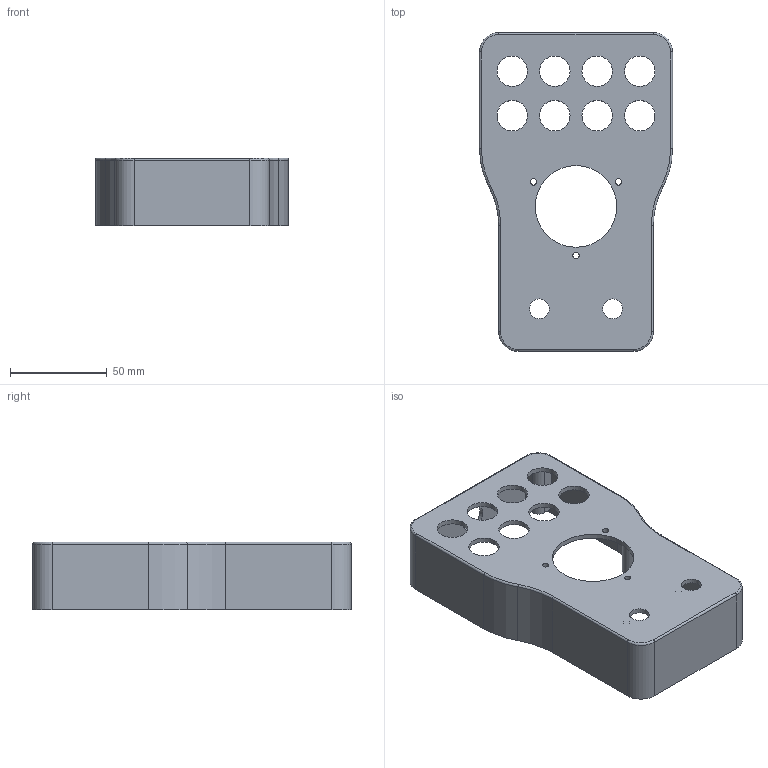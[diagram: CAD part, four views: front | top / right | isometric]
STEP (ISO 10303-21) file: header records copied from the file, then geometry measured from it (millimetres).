
FILE_DESCRIPTION(('FreeCAD Model'),'2;1');
FILE_NAME('Open CASCADE Shape Model','2024-03-20T18:39:51',(''),(''), 'Open CASCADE STEP processor 7.6','FreeCAD','Unknown');
FILE_SCHEMA(('AUTOMOTIVE_DESIGN { 1 0 10303 214 1 1 1 1 }'));
Length unit declared in the file: millimetre
Products named in the file (1): Top Case
Bounding box: 100 x 165 x 35 mm (x, y, z)
Volume: 72468 mm3; surface area: 59602.7 mm2
Topology: 1 solids, 1 shells, 115 faces, 277 edges, 179 vertices
Faces by surface type: cylinder 58, plane 49, torus 8
Full cylindrical faces by diameter (mm): 3 x6, 3.3 x5, 4 x6, 10.2 x2, 15.8 x8, 42.3 x1
Entity records: 3467 total; most frequent: DIRECTION 639, CARTESIAN_POINT 572, ORIENTED_EDGE 554, EDGE_CURVE 277, AXIS2_PLACEMENT_3D 246, VERTEX_POINT 179, FACE_BOUND 160, EDGE_LOOP 160
